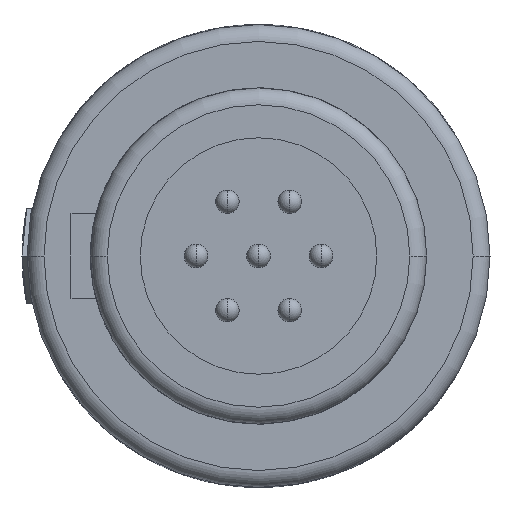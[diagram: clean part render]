
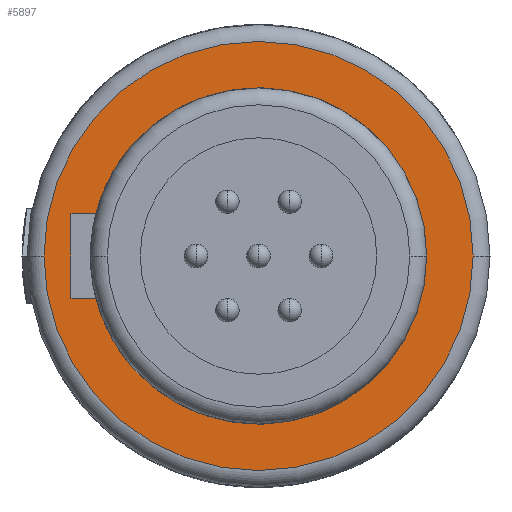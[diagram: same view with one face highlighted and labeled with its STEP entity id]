
A CAD part, left-side view. The second image highlights one B-rep face of the part: STEP entity #5897.
In plain terms, the highlighted planar face has unit normal (-1, 0, 0).
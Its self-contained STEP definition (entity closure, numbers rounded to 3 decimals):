
#1784=CARTESIAN_POINT('',(-6.7,0.,0.));
#1785=DIRECTION('',(-1.,0.,0.));
#1786=DIRECTION('',(0.,-1.,0.));
#1787=AXIS2_PLACEMENT_3D('',#1784,#1785,#1786);
#1789=CARTESIAN_POINT('',(-6.7,0.,0.));
#1790=DIRECTION('',(-1.,0.,0.));
#1791=DIRECTION('',(0.,1.,0.));
#1792=AXIS2_PLACEMENT_3D('',#1789,#1790,#1791);
#1794=DIRECTION('',(0.,1.,0.));
#1795=VECTOR('',#1794,0.735);
#1796=CARTESIAN_POINT('',(-6.7,4.815,-1.25));
#1797=LINE('',#1796,#1795);
#1798=DIRECTION('',(0.,1.,0.));
#1799=VECTOR('',#1798,0.735);
#1800=CARTESIAN_POINT('',(-6.7,4.815,1.25));
#1801=LINE('',#1800,#1799);
#1802=DIRECTION('',(0.,0.,1.));
#1803=VECTOR('',#1802,2.5);
#1804=CARTESIAN_POINT('',(-6.7,5.55,-1.25));
#1805=LINE('',#1804,#1803);
#1831=CARTESIAN_POINT('',(-6.7,0.,0.));
#1832=DIRECTION('',(1.,0.,0.));
#1833=DIRECTION('',(0.,0.968,0.251));
#1834=AXIS2_PLACEMENT_3D('',#1831,#1832,#1833);
#1868=CARTESIAN_POINT('',(-6.7,0.,0.));
#1869=DIRECTION('',(-1.,0.,0.));
#1870=DIRECTION('',(0.,0.968,-0.251));
#1871=AXIS2_PLACEMENT_3D('',#1868,#1869,#1870);
#3083=CARTESIAN_POINT('',(-6.7,-6.35,0.));
#3084=CARTESIAN_POINT('',(-6.7,6.35,0.));
#3085=VERTEX_POINT('',#3083);
#3086=VERTEX_POINT('',#3084);
#3099=CARTESIAN_POINT('',(-6.7,-4.975,0.));
#3100=VERTEX_POINT('',#3099);
#3525=CARTESIAN_POINT('',(-6.7,4.815,-1.25));
#3526=CARTESIAN_POINT('',(-6.7,5.55,-1.25));
#3527=VERTEX_POINT('',#3525);
#3528=VERTEX_POINT('',#3526);
#3529=CARTESIAN_POINT('',(-6.7,4.815,1.25));
#3530=CARTESIAN_POINT('',(-6.7,5.55,1.25));
#3531=VERTEX_POINT('',#3529);
#3532=VERTEX_POINT('',#3530);
#5875=CARTESIAN_POINT('',(-6.7,0.,0.));
#5876=DIRECTION('',(1.,0.,0.));
#5877=DIRECTION('',(0.,-1.,0.));
#5878=AXIS2_PLACEMENT_3D('',#5875,#5876,#5877);
#5879=PLANE('',#5878);
#5881=ORIENTED_EDGE('',*,*,#5880,.F.);
#5882=ORIENTED_EDGE('',*,*,#5858,.F.);
#5883=EDGE_LOOP('',(#5881,#5882));
#5884=FACE_OUTER_BOUND('',#5883,.F.);
#5886=ORIENTED_EDGE('',*,*,#5885,.F.);
#5888=ORIENTED_EDGE('',*,*,#5887,.T.);
#5890=ORIENTED_EDGE('',*,*,#5889,.F.);
#5892=ORIENTED_EDGE('',*,*,#5891,.T.);
#5894=ORIENTED_EDGE('',*,*,#5893,.F.);
#5895=EDGE_LOOP('',(#5886,#5888,#5890,#5892,#5894));
#5896=FACE_BOUND('',#5895,.F.);
#1788=CIRCLE('',#1787,6.35);
#1793=CIRCLE('',#1792,6.35);
#1835=CIRCLE('',#1834,4.975);
#1872=CIRCLE('',#1871,4.975);
#5858=EDGE_CURVE('',#3086,#3085,#1793,.T.);
#5880=EDGE_CURVE('',#3085,#3086,#1788,.T.);
#5885=EDGE_CURVE('',#3527,#3528,#1797,.T.);
#5887=EDGE_CURVE('',#3527,#3100,#1872,.T.);
#5889=EDGE_CURVE('',#3531,#3100,#1835,.T.);
#5891=EDGE_CURVE('',#3531,#3532,#1801,.T.);
#5893=EDGE_CURVE('',#3528,#3532,#1805,.T.);
#5897=ADVANCED_FACE('',(#5884,#5896),#5879,.F.);
